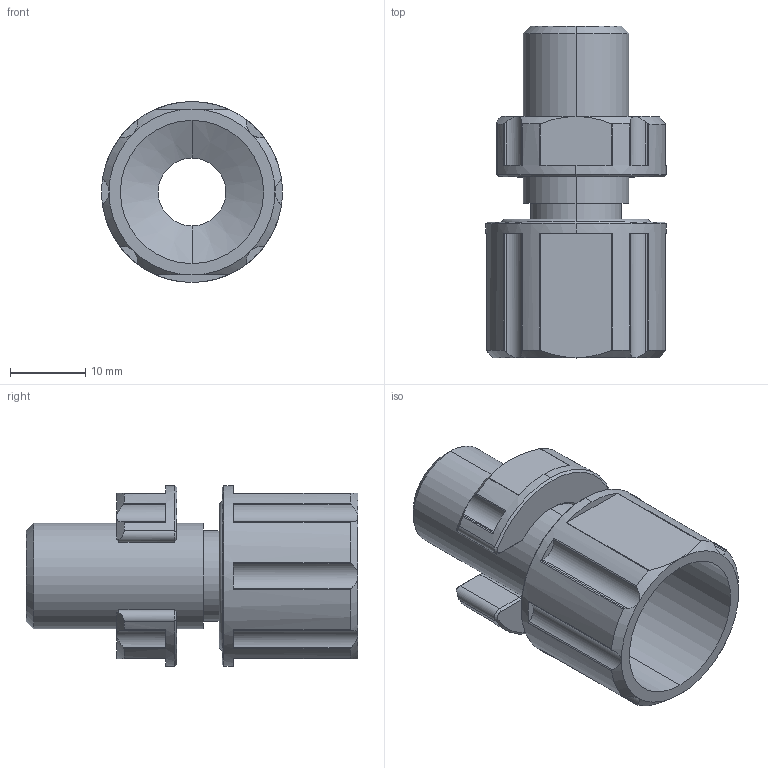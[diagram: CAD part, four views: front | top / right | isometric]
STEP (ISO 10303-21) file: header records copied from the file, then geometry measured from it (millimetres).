
FILE_DESCRIPTION (( 'STEP AP203' ), '1' );
FILE_NAME ('13020101-0014.STEP', '2023-10-04T04:43:23', ( '' ), ( '' ), 'SwSTEP 2.0', 'SolidWorks 2022', '' );
FILE_SCHEMA (( 'CONFIG_CONTROL_DESIGN' ));
Length unit declared in the file: millimetre
Products named in the file (1): 13020101-0014
Bounding box: 24 x 44 x 24 mm (x, y, z)
Volume: 7256.3 mm3; surface area: 6320.8 mm2
Topology: 2 solids, 2 shells, 142 faces, 362 edges, 227 vertices
Faces by surface type: cylinder 69, cone 39, plane 32, torus 2
Entity records: 4709 total; most frequent: CARTESIAN_POINT 1202, DIRECTION 738, ORIENTED_EDGE 724, EDGE_CURVE 362, AXIS2_PLACEMENT_3D 305, VERTEX_POINT 227, CIRCLE 162, EDGE_LOOP 147
